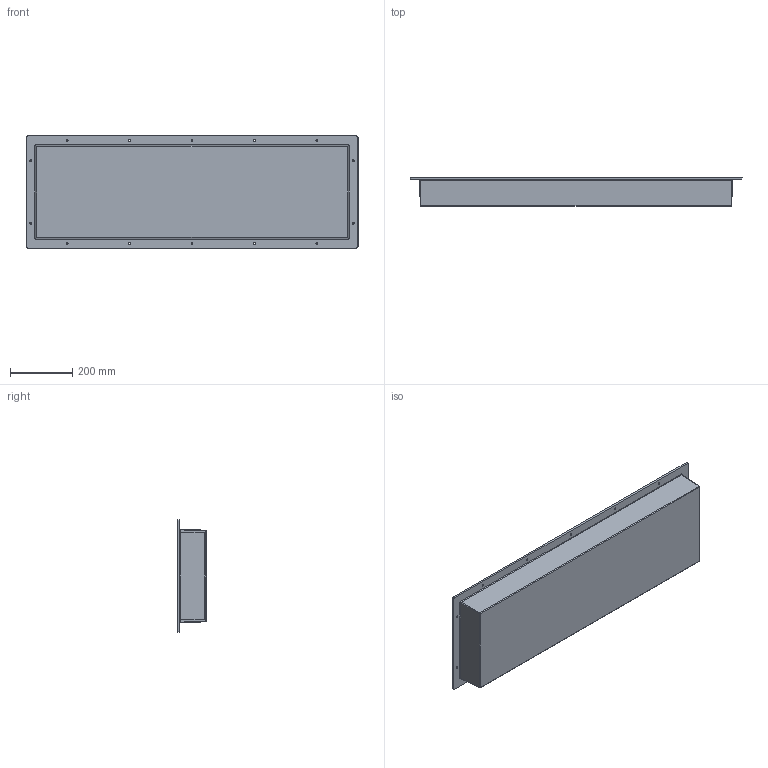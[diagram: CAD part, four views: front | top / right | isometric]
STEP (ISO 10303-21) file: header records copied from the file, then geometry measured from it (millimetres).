
FILE_DESCRIPTION (( 'STEP AP203' ), '1' );
FILE_NAME ('Shower Niche 1000.STEP', '2023-01-31T13:09:24', ( '' ), ( '' ), 'SwSTEP 2.0', 'SolidWorks 2020', '' );
FILE_SCHEMA (( 'CONFIG_CONTROL_DESIGN' ));
Length unit declared in the file: millimetre
Products named in the file (1): Shower Niche 1000
Bounding box: 1064 x 91 x 360 mm (x, y, z)
Volume: 2557017.4 mm3; surface area: 1201894.4 mm2
Topology: 1 solids, 1 shells, 124 faces, 300 edges, 176 vertices
Faces by surface type: cone 60, cylinder 24, bspline 20, plane 16, sphere 4
Entity records: 3937 total; most frequent: CARTESIAN_POINT 1017, DIRECTION 602, ORIENTED_EDGE 592, EDGE_CURVE 296, AXIS2_PLACEMENT_3D 241, VERTEX_POINT 176, EDGE_LOOP 154, CIRCLE 136
